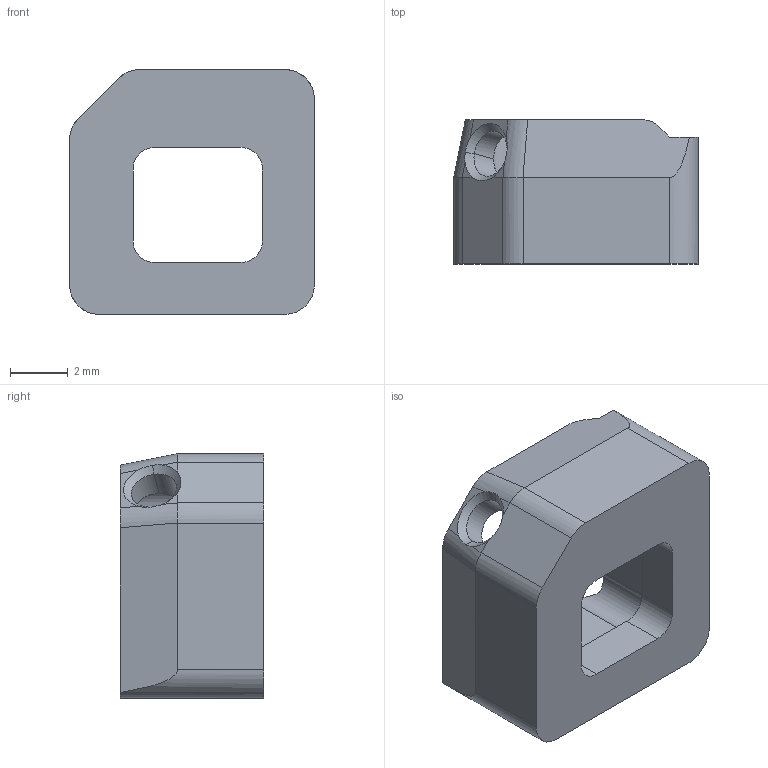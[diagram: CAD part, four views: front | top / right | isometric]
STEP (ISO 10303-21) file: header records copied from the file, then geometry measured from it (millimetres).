
FILE_DESCRIPTION (( 'STEP AP203' ), '1' );
FILE_NAME ('14_Holder.STEP', '2020-08-01T12:13:00', ( '' ), ( '' ), 'SwSTEP 2.0', 'SolidWorks 2020', '' );
FILE_SCHEMA (( 'CONFIG_CONTROL_DESIGN' ));
Length unit declared in the file: millimetre
Products named in the file (1): 14_Holder
Bounding box: 8.5 x 5 x 8.5 mm (x, y, z)
Volume: 165.4 mm3; surface area: 355.6 mm2
Topology: 1 solids, 1 shells, 53 faces, 152 edges, 99 vertices
Faces by surface type: plane 26, cylinder 23, cone 2, bspline 2
Entity records: 1856 total; most frequent: CARTESIAN_POINT 425, ORIENTED_EDGE 304, DIRECTION 270, EDGE_CURVE 152, VERTEX_POINT 99, AXIS2_PLACEMENT_3D 92, LINE 86, VECTOR 86
